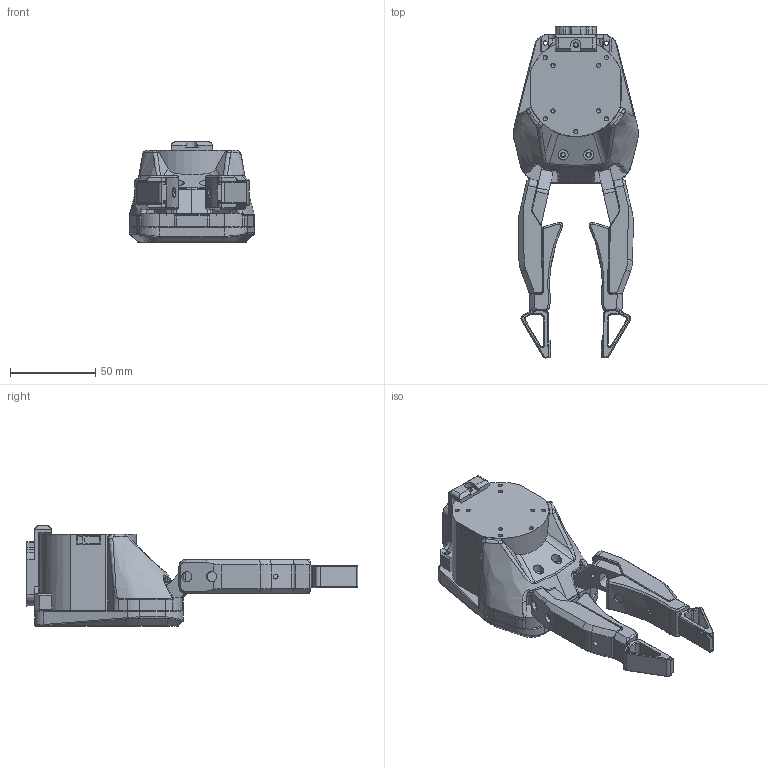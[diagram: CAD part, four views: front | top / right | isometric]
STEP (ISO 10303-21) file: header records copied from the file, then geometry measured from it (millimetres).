
FILE_DESCRIPTION (( 'STEP AP203' ), '1' );
FILE_NAME ('GR100潠趙耀倰 3.28.STEP', '2026-03-28T06:26:10', ( '' ), ( '' ), 'SwSTEP 2.0', 'SolidWorks 2024', '' );
FILE_SCHEMA (( 'CONFIG_CONTROL_DESIGN' ));
Length unit declared in the file: millimetre
Products named in the file (1): GR100简化模型 3.28
Bounding box: 73.77 x 195.25 x 58.9 mm (x, y, z)
Surface area: 58561.1 mm2 (no closed solid volume)
Topology: 0 solids, 20 shells, 1135 faces, 2877 edges, 1812 vertices
Faces by surface type: plane 568, cylinder 330, cone 155, bspline 68, torus 10, sphere 4
Full cylindrical faces by diameter (mm): 2.5 x28, 2.7 x2, 2.8 x2, 3.2 x11, 3.4 x2, 4 x2, 6 x18
Entity records: 39674 total; most frequent: CARTESIAN_POINT 13316, ORIENTED_EDGE 5456, DIRECTION 5318, EDGE_CURVE 2752, AXIS2_PLACEMENT_3D 1838, VERTEX_POINT 1770, LINE 1642, VECTOR 1642
